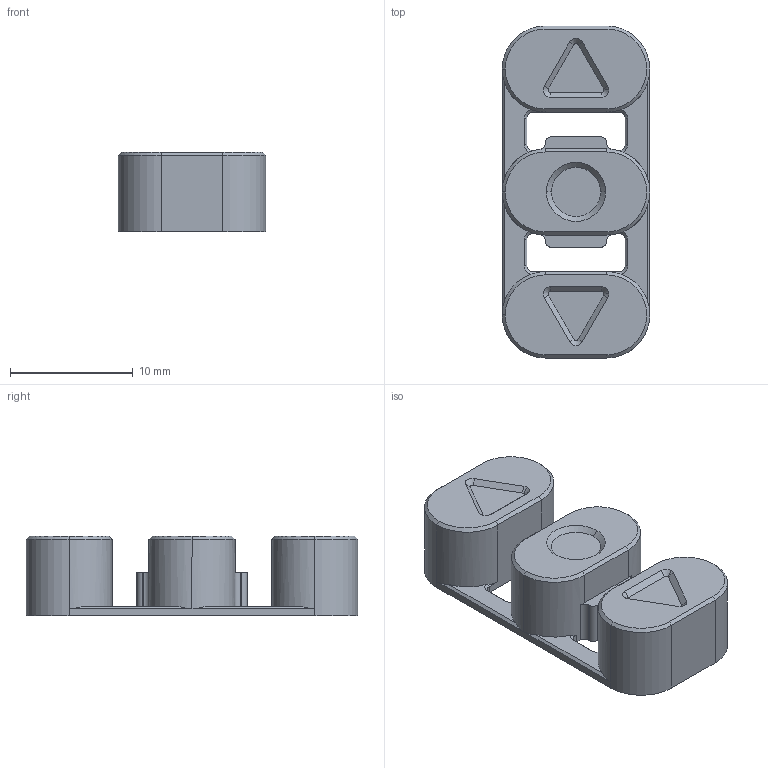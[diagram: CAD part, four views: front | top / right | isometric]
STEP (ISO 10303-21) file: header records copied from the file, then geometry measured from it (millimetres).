
FILE_DESCRIPTION (( 'STEP AP214' ), '1' );
FILE_NAME ('TPU偌瑩.ST', '2024-03-10T13:01:43', ( '' ), ( '' ), 'SwSTEP 2.0', 'SolidWorks 2024', '' );
FILE_SCHEMA (( 'AUTOMOTIVE_DESIGN' ));
Length unit declared in the file: millimetre
Products named in the file (1): TPU按键
Bounding box: 12 x 27 x 6.5 mm (x, y, z)
Volume: 1483.3 mm3; surface area: 1185.6 mm2
Topology: 1 solids, 1 shells, 107 faces, 280 edges, 176 vertices
Faces by surface type: plane 55, cone 27, cylinder 25
Entity records: 3323 total; most frequent: CARTESIAN_POINT 632, DIRECTION 574, ORIENTED_EDGE 560, EDGE_CURVE 280, AXIS2_PLACEMENT_3D 206, VERTEX_POINT 176, LINE 162, VECTOR 162
